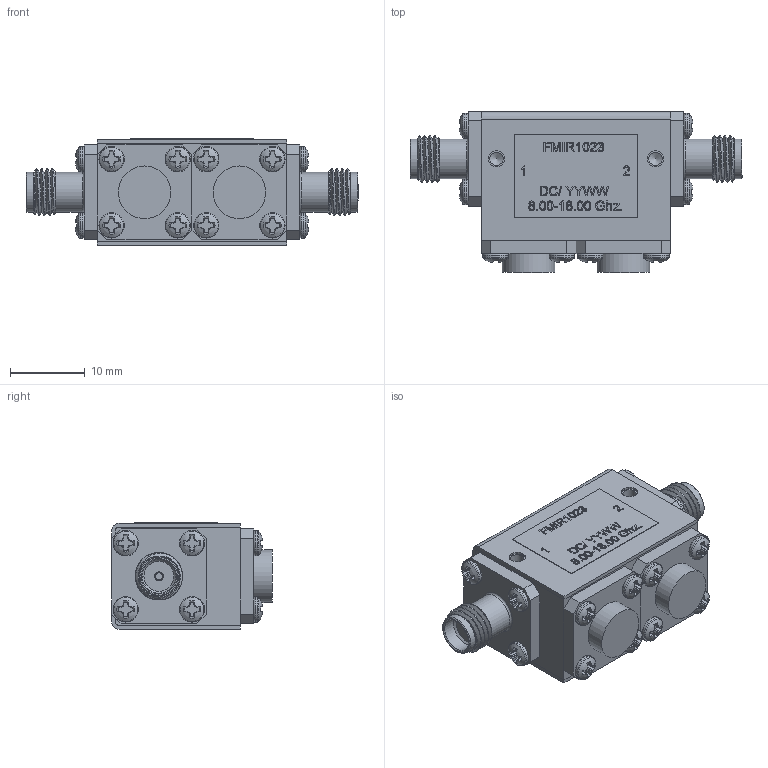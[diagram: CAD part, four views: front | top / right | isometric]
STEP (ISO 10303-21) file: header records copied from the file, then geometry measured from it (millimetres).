
FILE_DESCRIPTION (( 'STEP AP203' ), '1' );
FILE_NAME ('FMIR1023_3D.step', '2022-10-11T20:46:48', ( '' ), ( '' ), 'SwSTEP 2.0', 'SolidWorks 2021', '' );
FILE_SCHEMA (( 'CONFIG_CONTROL_DESIGN' ));
Products named in the file (1): FMIR1023_3D
Bounding box: 44.55 x 21.59 x 14.3 mm (x, y, z)
Volume: 7832.6 mm3; surface area: 3913.3 mm2
Topology: 1 solids, 21 shells, 1354 faces, 3588 edges, 2383 vertices
Faces by surface type: plane 615, cylinder 394, bspline 215, cone 80, torus 34, sphere 16
Full cylindrical faces by diameter (mm): 0.94 x2, 1.016 x4, 1.194 x2, 1.215 x1, 1.27 x4, 1.416 x1, 1.778 x4, 1.854 x20, 2.184 x4, 3.393 x16, 4.521 x2, 5.08 x4, 5.334 x4, 7.061 x2
Entity records: 73164 total; most frequent: CARTESIAN_POINT 43183, ORIENTED_EDGE 6790, DIRECTION 5171, EDGE_CURVE 3395, VERTEX_POINT 2322, AXIS2_PLACEMENT_3D 1818, EDGE_LOOP 1593, VECTOR 1535
